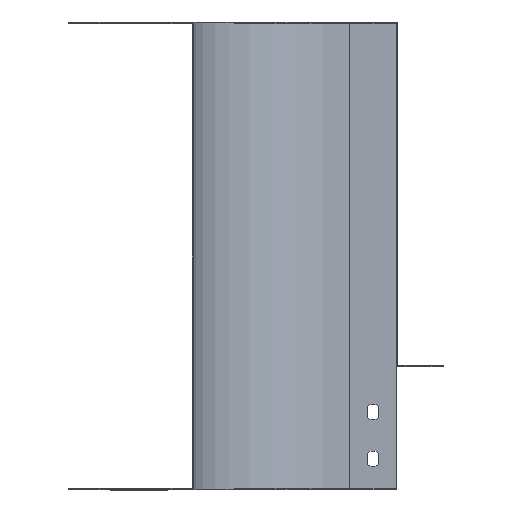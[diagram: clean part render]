
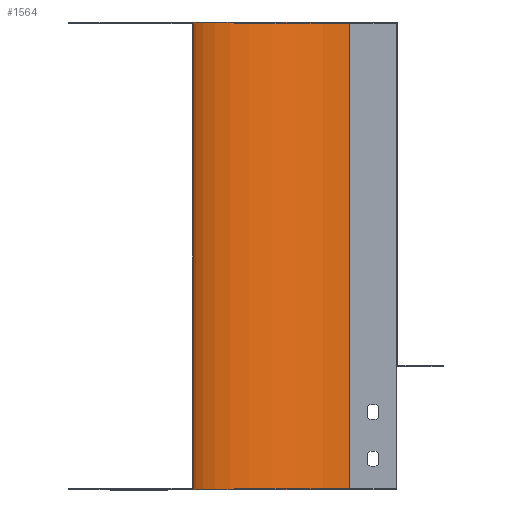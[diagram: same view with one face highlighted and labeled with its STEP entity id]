
A CAD part, left-side view. The second image highlights one B-rep face of the part: STEP entity #1564.
In plain terms, the highlighted cylindrical face has radius 100 mm (diameter 200 mm), a partial arc.
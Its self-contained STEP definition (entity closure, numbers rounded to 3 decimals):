
#334 = CARTESIAN_POINT ( 'NONE',  ( -100., 130., 1. ) ) ;
#335 = DIRECTION ( 'NONE',  ( 0., 0., -1. ) ) ;
#530 = ORIENTED_EDGE ( 'NONE', *, *, #1847, .F. ) ;
#531 = ORIENTED_EDGE ( 'NONE', *, *, #1846, .F. ) ;
#532 = ORIENTED_EDGE ( 'NONE', *, *, #1845, .T. ) ;
#533 = ORIENTED_EDGE ( 'NONE', *, *, #1699, .T. ) ;
#597 = EDGE_LOOP ( 'NONE', ( #533, #532, #531, #530 ) ) ;
#843 = CIRCLE ( 'NONE', #1334, 100. ) ;
#845 = LINE ( 'NONE', #2718, #847 ) ;
#846 = CIRCLE ( 'NONE', #1332, 100. ) ;
#847 = VECTOR ( 'NONE', #2719, 1000. ) ;
#1004 = FACE_OUTER_BOUND ( 'NONE', #597, .T. ) ;
#1009 = CYLINDRICAL_SURFACE ( 'NONE', #1291, 100. ) ;
#1066 = LINE ( 'NONE', #334, #1069 ) ;
#1069 = VECTOR ( 'NONE', #335, 1000. ) ;
#1291 = AXIS2_PLACEMENT_3D ( 'NONE', #1614, #1869, #1376 ) ;
#1332 = AXIS2_PLACEMENT_3D ( 'NONE', #2737, #2738, #2739 ) ;
#1334 = AXIS2_PLACEMENT_3D ( 'NONE', #2733, #2734, #2735 ) ;
#1376 = DIRECTION ( 'NONE',  ( -1., 0., 0. ) ) ;
#1469 = VERTEX_POINT ( 'NONE', #1946 ) ;
#1471 = VERTEX_POINT ( 'NONE', #1944 ) ;
#1564 = ADVANCED_FACE ( 'NONE', ( #1004 ), #1009, .F. ) ;
#1614 = CARTESIAN_POINT ( 'NONE',  ( -100., 30., 1. ) ) ;
#1699 = EDGE_CURVE ( 'NONE', #2157, #2155, #1066, .T. ) ;
#1845 = EDGE_CURVE ( 'NONE', #2155, #1471, #843, .T. ) ;
#1846 = EDGE_CURVE ( 'NONE', #1469, #1471, #845, .T. ) ;
#1847 = EDGE_CURVE ( 'NONE', #2157, #1469, #846, .T. ) ;
#1869 = DIRECTION ( 'NONE',  ( 0., 0., -1. ) ) ;
#1944 = CARTESIAN_POINT ( 'NONE',  ( 0., 30., -299. ) ) ;
#1946 = CARTESIAN_POINT ( 'NONE',  ( 0., 30., 1. ) ) ;
#2039 = CARTESIAN_POINT ( 'NONE',  ( -100., 130., -299. ) ) ;
#2041 = CARTESIAN_POINT ( 'NONE',  ( -100., 130., 1. ) ) ;
#2155 = VERTEX_POINT ( 'NONE', #2039 ) ;
#2157 = VERTEX_POINT ( 'NONE', #2041 ) ;
#2718 = CARTESIAN_POINT ( 'NONE',  ( 0., 30., 1. ) ) ;
#2719 = DIRECTION ( 'NONE',  ( 0., 0., -1. ) ) ;
#2733 = CARTESIAN_POINT ( 'NONE',  ( -100., 30., -299. ) ) ;
#2734 = DIRECTION ( 'NONE',  ( 0., 0., -1. ) ) ;
#2735 = DIRECTION ( 'NONE',  ( -1., 0., 0. ) ) ;
#2737 = CARTESIAN_POINT ( 'NONE',  ( -100., 30., 1. ) ) ;
#2738 = DIRECTION ( 'NONE',  ( 0., 0., -1. ) ) ;
#2739 = DIRECTION ( 'NONE',  ( -1., 0., 0. ) ) ;
